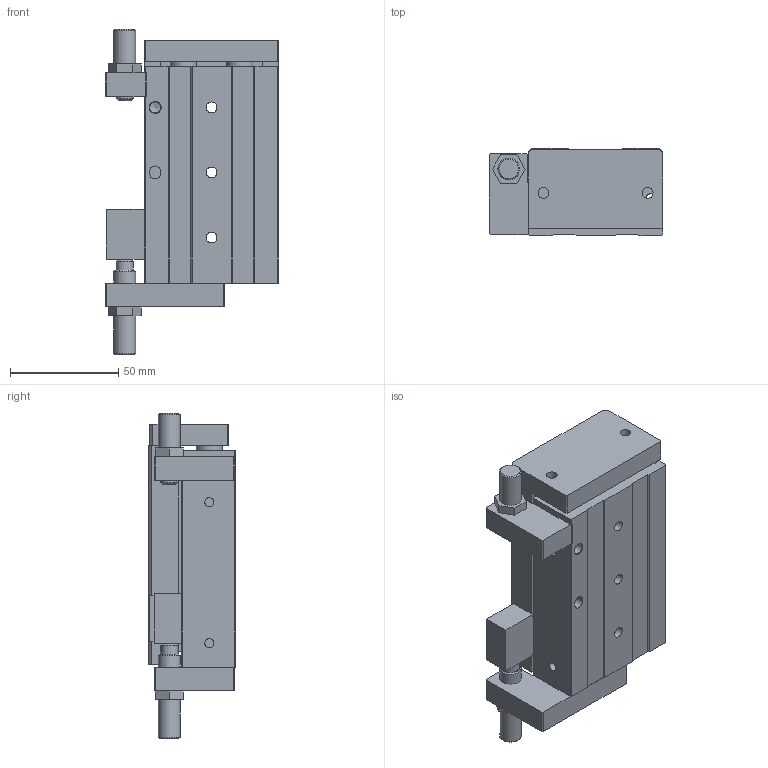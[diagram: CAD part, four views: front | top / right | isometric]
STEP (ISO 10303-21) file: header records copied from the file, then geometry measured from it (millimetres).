
FILE_DESCRIPTION(/* description */ (''),/* implementation_level */ '2;1');
FILE_NAME(/* name */ 'MSR 16-30-LL.stp',/* time_stamp */ '2019-10-14T15:11:12+02:00',/* author */ ('Tecnico'),/* organization */ (''),/* preprocessor_version */ 'ST-DEVELOPER v17',/* originating_system */ 'Autodesk Inventor 2019',/* authorisation */ '');
FILE_SCHEMA (('AUTOMOTIVE_DESIGN { 1 0 10303 214 3 1 1 }'));
Length unit declared in the file: millimetre
Products named in the file (3): MSR-16 Corsa 50; Slitta; Corpo
Assembly tree (2 placements, depth 2):
  MSR-16 Corsa 50
    Slitta
    Corpo
Bounding box: 80 x 40 x 149.99 mm (x, y, z)
Volume: 278837.6 mm3; surface area: 68463.6 mm2
Topology: 2 solids, 2 shells, 225 faces, 629 edges, 427 vertices
Faces by surface type: plane 173, cylinder 37, cone 15
Full cylindrical faces by diameter (mm): 4.2 x8, 5 x7, 8 x2, 9.5 x3, 10 x4, 10.5 x3, 12 x4
Entity records: 7348 total; most frequent: CARTESIAN_POINT 1278, ORIENTED_EDGE 1242, DIRECTION 1227, EDGE_CURVE 621, LINE 475, VECTOR 475, VERTEX_POINT 427, AXIS2_PLACEMENT_3D 376
